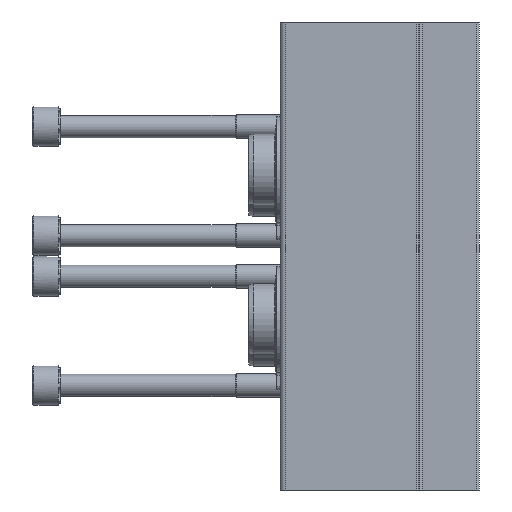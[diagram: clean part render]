
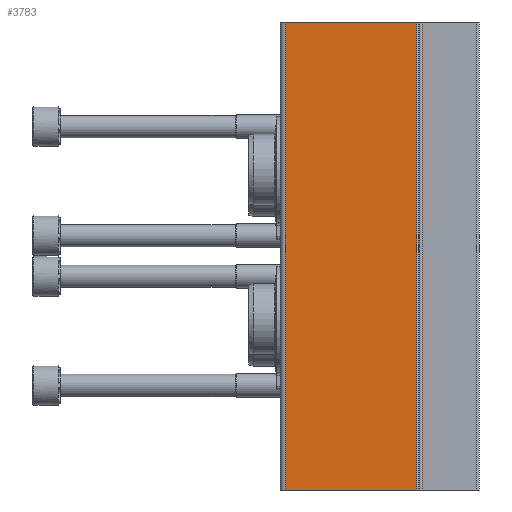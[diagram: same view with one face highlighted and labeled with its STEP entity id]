
A CAD part, left-side view. The second image highlights one B-rep face of the part: STEP entity #3783.
In plain terms, the highlighted planar face has unit normal (-1, 0, 0).
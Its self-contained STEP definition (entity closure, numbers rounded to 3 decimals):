
#117=PLANE('',#4081);
#230=LINE('',#5893,#510);
#231=LINE('',#5895,#511);
#232=LINE('',#5897,#512);
#233=LINE('',#5899,#513);
#510=VECTOR('',#4571,1000.);
#511=VECTOR('',#4574,1000.);
#512=VECTOR('',#4575,1000.);
#513=VECTOR('',#4576,1000.);
#1028=ORIENTED_EDGE('',*,*,#2074,.F.);
#1029=ORIENTED_EDGE('',*,*,#2073,.F.);
#1030=ORIENTED_EDGE('',*,*,#2075,.T.);
#1031=ORIENTED_EDGE('',*,*,#2076,.T.);
#2073=EDGE_CURVE('',#2596,#2594,#230,.T.);
#2074=EDGE_CURVE('',#2594,#2597,#231,.T.);
#2075=EDGE_CURVE('',#2596,#2598,#232,.T.);
#2076=EDGE_CURVE('',#2598,#2597,#233,.T.);
#2594=VERTEX_POINT('',#5888);
#2596=VERTEX_POINT('',#5892);
#2597=VERTEX_POINT('',#5896);
#2598=VERTEX_POINT('',#5898);
#2992=EDGE_LOOP('',(#1028,#1029,#1030,#1031));
#3346=FACE_BOUND('',#2992,.T.);
#3783=ADVANCED_FACE('',(#3346),#117,.T.);
#4081=AXIS2_PLACEMENT_3D('',#5894,#4572,#4573);
#4571=DIRECTION('',(0.,0.,1.));
#4572=DIRECTION('',(-1.,0.,0.));
#4573=DIRECTION('',(0.,0.,1.));
#4574=DIRECTION('',(0.,-1.,0.));
#4575=DIRECTION('',(0.,-1.,0.));
#4576=DIRECTION('',(0.,0.,1.));
#5888=CARTESIAN_POINT('',(-47.,41.5,0.));
#5892=CARTESIAN_POINT('',(-47.,41.5,-100.));
#5893=CARTESIAN_POINT('',(-47.,41.5,-100.));
#5894=CARTESIAN_POINT('',(-47.,41.5,-100.));
#5895=CARTESIAN_POINT('',(-47.,41.5,0.));
#5896=CARTESIAN_POINT('',(-47.,13.377,0.));
#5897=CARTESIAN_POINT('',(-47.,41.5,-100.));
#5898=CARTESIAN_POINT('',(-47.,13.377,-100.));
#5899=CARTESIAN_POINT('',(-47.,13.377,-100.));
